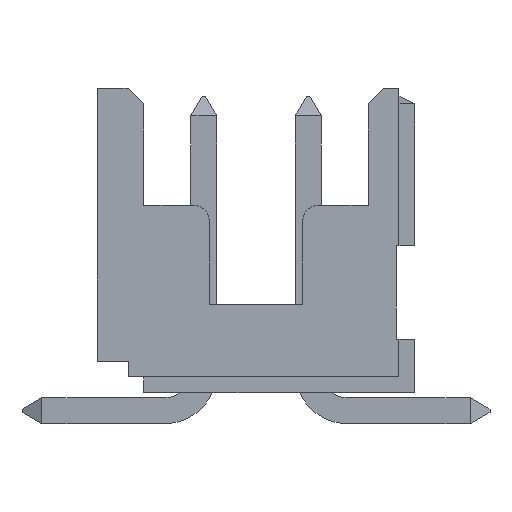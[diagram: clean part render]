
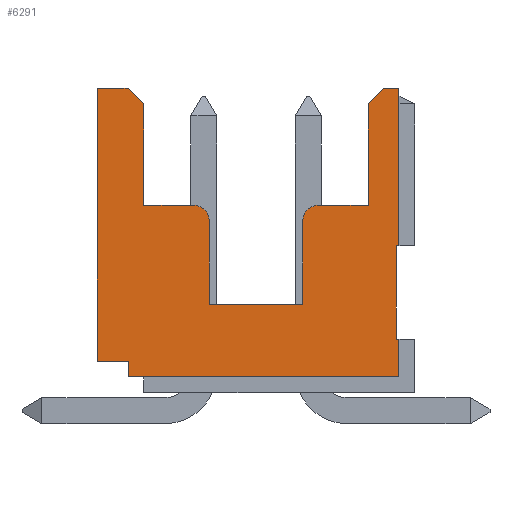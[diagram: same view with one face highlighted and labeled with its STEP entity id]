
A CAD part, left-side view. The second image highlights one B-rep face of the part: STEP entity #6291.
In plain terms, the highlighted planar face has unit normal (-1, 0, 0).
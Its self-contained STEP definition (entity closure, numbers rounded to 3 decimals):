
#1=DIRECTION('',(0.,-1.,0.));
#2=VECTOR('',#1,0.59);
#3=CARTESIAN_POINT('',(2.,3.05,5.85));
#4=LINE('3756',#3,#2);
#5=DIRECTION('',(0.,-0.707,-0.707));
#6=VECTOR('',#5,0.424);
#7=CARTESIAN_POINT('',(2.,2.46,5.85));
#8=LINE('4441',#7,#6);
#9=CARTESIAN_POINT('',(2.,1.2,3.3));
#10=DIRECTION('',(1.,0.,0.));
#11=DIRECTION('',(0.,0.,1.));
#12=AXIS2_PLACEMENT_3D('',#9,#10,#11);
#14=CARTESIAN_POINT('',(2.,-1.2,3.3));
#15=DIRECTION('',(1.,0.,0.));
#16=DIRECTION('',(0.,1.,0.));
#17=AXIS2_PLACEMENT_3D('',#14,#15,#16);
#19=DIRECTION('',(0.,-0.707,0.707));
#20=VECTOR('',#19,0.424);
#21=CARTESIAN_POINT('',(2.,-2.16,5.55));
#22=LINE('4344',#21,#20);
#23=DIRECTION('',(0.,-1.,0.));
#24=VECTOR('',#23,0.29);
#25=CARTESIAN_POINT('',(2.,-2.46,5.85));
#26=LINE('3766',#25,#24);
#27=DIRECTION('',(0.,0.,1.));
#28=VECTOR('',#27,3.025);
#29=CARTESIAN_POINT('',(2.,-2.75,2.825));
#30=LINE('3770',#29,#28);
#99=DIRECTION('',(0.,-1.,0.));
#100=VECTOR('',#99,0.05);
#101=CARTESIAN_POINT('',(2.,-2.7,2.825));
#102=LINE('3771',#101,#100);
#211=DIRECTION('',(0.,0.,-1.));
#212=VECTOR('',#211,1.95);
#213=CARTESIAN_POINT('',(2.,-2.16,5.55));
#214=LINE('3785',#213,#212);
#486=DIRECTION('',(0.,1.,0.));
#487=VECTOR('',#486,1.8);
#488=CARTESIAN_POINT('',(2.,-0.9,1.7));
#489=LINE('3782',#488,#487);
#655=DIRECTION('',(0.,-1.,0.));
#656=VECTOR('',#655,5.2);
#657=CARTESIAN_POINT('',(2.,2.45,0.3));
#658=LINE('3775',#657,#656);
#739=DIRECTION('',(0.,1.,0.));
#740=VECTOR('',#739,0.05);
#741=CARTESIAN_POINT('',(2.,-2.75,1.025));
#742=LINE('3773',#741,#740);
#3035=DIRECTION('',(0.,0.,1.));
#3036=VECTOR('',#3035,0.725);
#3037=CARTESIAN_POINT('',(2.,-2.75,0.3));
#3038=LINE('3774',#3037,#3036);
#3047=DIRECTION('',(0.,0.,1.));
#3048=VECTOR('',#3047,1.8);
#3049=CARTESIAN_POINT('',(2.,-2.7,1.025));
#3050=LINE('3772',#3049,#3048);
#3087=DIRECTION('',(0.,-1.,0.));
#3088=VECTOR('',#3087,0.6);
#3089=CARTESIAN_POINT('',(2.,3.05,0.6));
#3090=LINE('3777',#3089,#3088);
#3099=DIRECTION('',(0.,0.,-1.));
#3100=VECTOR('',#3099,0.3);
#3101=CARTESIAN_POINT('',(2.,2.45,0.6));
#3102=LINE('3776',#3101,#3100);
#3107=DIRECTION('',(0.,0.,-1.));
#3108=VECTOR('',#3107,5.25);
#3109=CARTESIAN_POINT('',(2.,3.05,5.85));
#3110=LINE('3778',#3109,#3108);
#3127=DIRECTION('',(0.,0.,1.));
#3128=VECTOR('',#3127,1.95);
#3129=CARTESIAN_POINT('',(2.,2.16,3.6));
#3130=LINE('3779',#3129,#3128);
#3164=DIRECTION('',(0.,0.,1.));
#3165=VECTOR('',#3164,1.6);
#3166=CARTESIAN_POINT('',(2.,0.9,1.7));
#3167=LINE('3781',#3166,#3165);
#3172=DIRECTION('',(0.,1.,0.));
#3173=VECTOR('',#3172,0.96);
#3174=CARTESIAN_POINT('',(2.,1.2,3.6));
#3175=LINE('3780',#3174,#3173);
#4533=DIRECTION('',(0.,1.,0.));
#4534=VECTOR('',#4533,0.96);
#4535=CARTESIAN_POINT('',(2.,-2.16,3.6));
#4536=LINE('3784',#4535,#4534);
#4541=DIRECTION('',(0.,0.,-1.));
#4542=VECTOR('',#4541,1.6);
#4543=CARTESIAN_POINT('',(2.,-0.9,3.3));
#4544=LINE('3783',#4543,#4542);
#4769=CARTESIAN_POINT('',(2.,3.05,5.85));
#4770=CARTESIAN_POINT('',(2.,2.46,5.85));
#4771=VERTEX_POINT('',#4769);
#4772=VERTEX_POINT('',#4770);
#4793=CARTESIAN_POINT('',(2.,-2.46,5.85));
#4794=CARTESIAN_POINT('',(2.,-2.75,5.85));
#4795=VERTEX_POINT('',#4793);
#4796=VERTEX_POINT('',#4794);
#4809=CARTESIAN_POINT('',(2.,-2.75,2.825));
#4810=VERTEX_POINT('',#4809);
#4811=CARTESIAN_POINT('',(2.,-2.7,2.825));
#4812=VERTEX_POINT('',#4811);
#4813=CARTESIAN_POINT('',(2.,-2.7,1.025));
#4814=VERTEX_POINT('',#4813);
#4815=CARTESIAN_POINT('',(2.,-2.75,1.025));
#4816=VERTEX_POINT('',#4815);
#4817=CARTESIAN_POINT('',(2.,-2.75,0.3));
#4818=VERTEX_POINT('',#4817);
#4819=CARTESIAN_POINT('',(2.,2.45,0.3));
#4820=VERTEX_POINT('',#4819);
#4821=CARTESIAN_POINT('',(2.,2.45,0.6));
#4822=VERTEX_POINT('',#4821);
#4823=CARTESIAN_POINT('',(2.,3.05,0.6));
#4824=VERTEX_POINT('',#4823);
#4825=CARTESIAN_POINT('',(2.,2.16,3.6));
#4826=CARTESIAN_POINT('',(2.,2.16,5.55));
#4827=VERTEX_POINT('',#4825);
#4828=VERTEX_POINT('',#4826);
#4829=CARTESIAN_POINT('',(2.,1.2,3.6));
#4830=VERTEX_POINT('',#4829);
#4831=CARTESIAN_POINT('',(2.,0.9,1.7));
#4832=CARTESIAN_POINT('',(2.,0.9,3.3));
#4833=VERTEX_POINT('',#4831);
#4834=VERTEX_POINT('',#4832);
#4835=CARTESIAN_POINT('',(2.,-0.9,1.7));
#4836=VERTEX_POINT('',#4835);
#4837=CARTESIAN_POINT('',(2.,-0.9,3.3));
#4838=VERTEX_POINT('',#4837);
#4839=CARTESIAN_POINT('',(2.,-2.16,3.6));
#4840=CARTESIAN_POINT('',(2.,-1.2,3.6));
#4841=VERTEX_POINT('',#4839);
#4842=VERTEX_POINT('',#4840);
#4843=CARTESIAN_POINT('',(2.,-2.16,5.55));
#4844=VERTEX_POINT('',#4843);
#6241=CARTESIAN_POINT('',(2.,0.15,3.075));
#6242=DIRECTION('',(1.,0.,0.));
#6243=DIRECTION('',(0.,-1.,0.));
#6244=AXIS2_PLACEMENT_3D('',#6241,#6242,#6243);
#6245=PLANE('4856',#6244);
#6247=ORIENTED_EDGE('3770',*,*,#6246,.F.);
#6249=ORIENTED_EDGE('3771',*,*,#6248,.F.);
#6251=ORIENTED_EDGE('3772',*,*,#6250,.F.);
#6253=ORIENTED_EDGE('3773',*,*,#6252,.F.);
#6255=ORIENTED_EDGE('3774',*,*,#6254,.F.);
#6257=ORIENTED_EDGE('3775',*,*,#6256,.F.);
#6259=ORIENTED_EDGE('3776',*,*,#6258,.F.);
#6261=ORIENTED_EDGE('3777',*,*,#6260,.F.);
#6263=ORIENTED_EDGE('3778',*,*,#6262,.F.);
#6264=ORIENTED_EDGE('3756',*,*,#6230,.T.);
#6266=ORIENTED_EDGE('4441',*,*,#6265,.T.);
#6268=ORIENTED_EDGE('3779',*,*,#6267,.F.);
#6270=ORIENTED_EDGE('3780',*,*,#6269,.F.);
#6272=ORIENTED_EDGE('3882',*,*,#6271,.T.);
#6274=ORIENTED_EDGE('3781',*,*,#6273,.F.);
#6276=ORIENTED_EDGE('3782',*,*,#6275,.F.);
#6278=ORIENTED_EDGE('3783',*,*,#6277,.F.);
#6280=ORIENTED_EDGE('3866',*,*,#6279,.T.);
#6282=ORIENTED_EDGE('3784',*,*,#6281,.F.);
#6284=ORIENTED_EDGE('3785',*,*,#6283,.F.);
#6286=ORIENTED_EDGE('4344',*,*,#6285,.T.);
#6288=ORIENTED_EDGE('3766',*,*,#6287,.T.);
#6289=EDGE_LOOP('4856',(#6247,#6249,#6251,#6253,#6255,#6257,#6259,#6261,#6263,
#6264,#6266,#6268,#6270,#6272,#6274,#6276,#6278,#6280,#6282,#6284,#6286,#6288));
#6290=FACE_OUTER_BOUND('4856',#6289,.F.);
#6291=ADVANCED_FACE('4856',(#6290),#6245,.F.);
#13=CIRCLE('3882',#12,0.3);
#18=CIRCLE('3866',#17,0.3);
#6230=EDGE_CURVE('3756',#4771,#4772,#4,.T.);
#6246=EDGE_CURVE('3770',#4810,#4796,#30,.T.);
#6248=EDGE_CURVE('3771',#4812,#4810,#102,.T.);
#6250=EDGE_CURVE('3772',#4814,#4812,#3050,.T.);
#6252=EDGE_CURVE('3773',#4816,#4814,#742,.T.);
#6254=EDGE_CURVE('3774',#4818,#4816,#3038,.T.);
#6256=EDGE_CURVE('3775',#4820,#4818,#658,.T.);
#6258=EDGE_CURVE('3776',#4822,#4820,#3102,.T.);
#6260=EDGE_CURVE('3777',#4824,#4822,#3090,.T.);
#6262=EDGE_CURVE('3778',#4771,#4824,#3110,.T.);
#6265=EDGE_CURVE('4441',#4772,#4828,#8,.T.);
#6267=EDGE_CURVE('3779',#4827,#4828,#3130,.T.);
#6269=EDGE_CURVE('3780',#4830,#4827,#3175,.T.);
#6271=EDGE_CURVE('3882',#4830,#4834,#13,.T.);
#6273=EDGE_CURVE('3781',#4833,#4834,#3167,.T.);
#6275=EDGE_CURVE('3782',#4836,#4833,#489,.T.);
#6277=EDGE_CURVE('3783',#4838,#4836,#4544,.T.);
#6279=EDGE_CURVE('3866',#4838,#4842,#18,.T.);
#6281=EDGE_CURVE('3784',#4841,#4842,#4536,.T.);
#6283=EDGE_CURVE('3785',#4844,#4841,#214,.T.);
#6285=EDGE_CURVE('4344',#4844,#4795,#22,.T.);
#6287=EDGE_CURVE('3766',#4795,#4796,#26,.T.);
